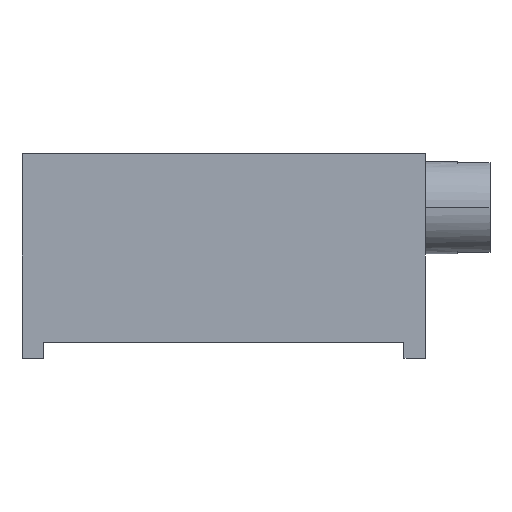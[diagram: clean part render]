
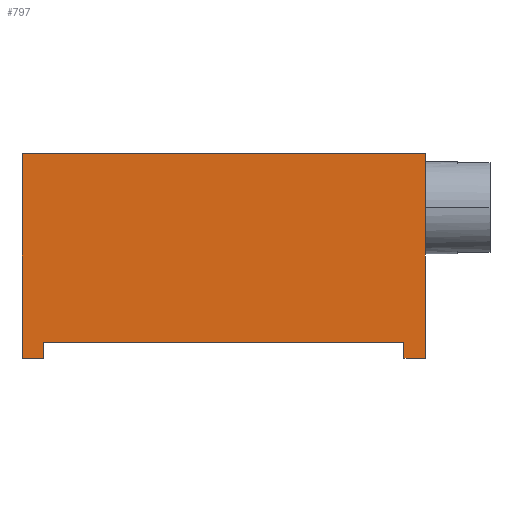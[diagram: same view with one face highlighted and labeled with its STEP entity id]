
A CAD part, left-side view. The second image highlights one B-rep face of the part: STEP entity #797.
In plain terms, the highlighted planar face has unit normal (-1, 0, 0).
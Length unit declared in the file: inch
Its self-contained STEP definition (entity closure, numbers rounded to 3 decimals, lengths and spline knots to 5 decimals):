
#9=DIRECTION('',(0.,-1.,0.));
#10=VECTOR('',#9,0.33505);
#11=CARTESIAN_POINT('',(0.,-0.01997,0.));
#12=LINE('',#11,#10);
#127=DIRECTION('',(0.,0.,1.));
#128=VECTOR('',#127,0.19);
#129=CARTESIAN_POINT('',(0.,-0.375,-0.015));
#130=LINE('',#129,#128);
#161=DIRECTION('',(0.,-1.,0.));
#162=VECTOR('',#161,0.375);
#163=CARTESIAN_POINT('',(0.,0.,0.175));
#164=LINE('',#163,#162);
#173=DIRECTION('',(0.,1.,0.));
#174=VECTOR('',#173,0.01997);
#175=CARTESIAN_POINT('',(0.,-0.01997,-0.015));
#176=LINE('',#175,#174);
#185=DIRECTION('',(0.,1.,0.));
#186=VECTOR('',#185,0.01997);
#187=CARTESIAN_POINT('',(0.,-0.375,-0.015));
#188=LINE('',#187,#186);
#233=DIRECTION('',(0.,0.,-1.));
#234=VECTOR('',#233,0.015);
#235=CARTESIAN_POINT('',(0.,-0.01997,0.));
#236=LINE('',#235,#234);
#237=DIRECTION('',(0.,0.,1.));
#238=VECTOR('',#237,0.19);
#239=CARTESIAN_POINT('',(0.,0.,-0.015));
#240=LINE('',#239,#238);
#241=DIRECTION('',(0.,0.,-1.));
#242=VECTOR('',#241,0.015);
#243=CARTESIAN_POINT('',(0.,-0.35503,0.));
#244=LINE('',#243,#242);
#381=CARTESIAN_POINT('',(0.,0.,0.175));
#382=CARTESIAN_POINT('',(0.,-0.375,0.175));
#383=VERTEX_POINT('',#381);
#384=VERTEX_POINT('',#382);
#393=CARTESIAN_POINT('',(0.,0.,-0.015));
#395=VERTEX_POINT('',#393);
#399=CARTESIAN_POINT('',(0.,-0.01997,-0.015));
#400=VERTEX_POINT('',#399);
#401=CARTESIAN_POINT('',(0.,-0.375,-0.015));
#402=CARTESIAN_POINT('',(0.,-0.35503,-0.015));
#403=VERTEX_POINT('',#401);
#404=VERTEX_POINT('',#402);
#429=CARTESIAN_POINT('',(0.,-0.01997,0.));
#430=VERTEX_POINT('',#429);
#431=CARTESIAN_POINT('',(0.,-0.35503,0.));
#433=VERTEX_POINT('',#431);
#780=CARTESIAN_POINT('',(0.,0.,0.));
#781=DIRECTION('',(-1.,0.,0.));
#782=DIRECTION('',(0.,-1.,0.));
#783=AXIS2_PLACEMENT_3D('',#780,#781,#782);
#784=PLANE('',#783);
#785=ORIENTED_EDGE('',*,*,#683,.F.);
#786=ORIENTED_EDGE('',*,*,#745,.T.);
#788=ORIENTED_EDGE('',*,*,#787,.F.);
#789=ORIENTED_EDGE('',*,*,#510,.F.);
#791=ORIENTED_EDGE('',*,*,#790,.T.);
#792=ORIENTED_EDGE('',*,*,#732,.T.);
#793=ORIENTED_EDGE('',*,*,#562,.T.);
#794=ORIENTED_EDGE('',*,*,#708,.T.);
#795=EDGE_LOOP('',(#785,#786,#788,#789,#791,#792,#793,#794));
#796=FACE_OUTER_BOUND('',#795,.F.);
#797=ADVANCED_FACE('',(#796),#784,.T.);
#510=EDGE_CURVE('',#430,#433,#12,.T.);
#562=EDGE_CURVE('',#395,#383,#240,.T.);
#683=EDGE_CURVE('',#403,#384,#130,.T.);
#708=EDGE_CURVE('',#383,#384,#164,.T.);
#732=EDGE_CURVE('',#400,#395,#176,.T.);
#745=EDGE_CURVE('',#403,#404,#188,.T.);
#787=EDGE_CURVE('',#433,#404,#244,.T.);
#790=EDGE_CURVE('',#430,#400,#236,.T.);
